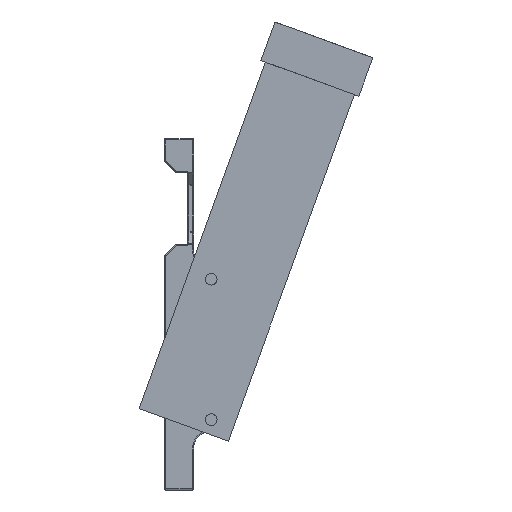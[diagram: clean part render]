
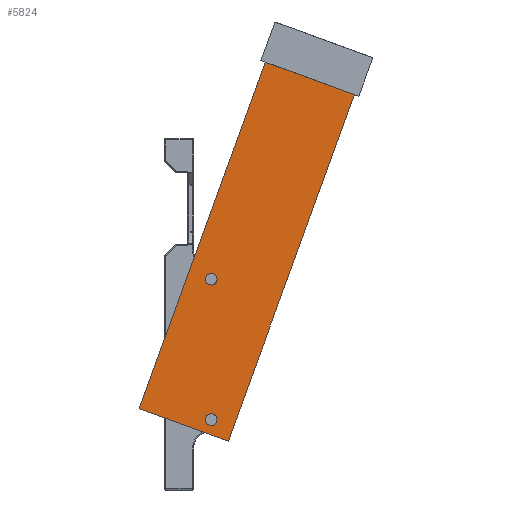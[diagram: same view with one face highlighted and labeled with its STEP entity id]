
A CAD part, left-side view. The second image highlights one B-rep face of the part: STEP entity #5824.
In plain terms, the highlighted face is planar.
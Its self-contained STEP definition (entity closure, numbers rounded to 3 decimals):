
#23 = DIRECTION ( 'NONE',  ( 0., 0., 1. ) ) ;
#153 = AXIS2_PLACEMENT_3D ( 'NONE', #3024, #2085, #8957 ) ;
#263 = LINE ( 'NONE', #2706, #758 ) ;
#424 = CARTESIAN_POINT ( 'NONE',  ( 20., 0., 5. ) ) ;
#473 = VECTOR ( 'NONE', #6017, 1000. ) ;
#489 = VERTEX_POINT ( 'NONE', #2235 ) ;
#758 = VECTOR ( 'NONE', #2555, 1000. ) ;
#768 = CARTESIAN_POINT ( 'NONE',  ( 20., -200., 61.042 ) ) ;
#773 = AXIS2_PLACEMENT_3D ( 'NONE', #5204, #4639, #2997 ) ;
#1068 = AXIS2_PLACEMENT_3D ( 'NONE', #1996, #4388, #7406 ) ;
#1157 = CARTESIAN_POINT ( 'NONE',  ( 20., 112.763, 36.042 ) ) ;
#1219 = FACE_OUTER_BOUND ( 'NONE', #2562, .T. ) ;
#1270 = EDGE_CURVE ( 'NONE', #489, #8363, #5210, .T. ) ;
#1402 = ORIENTED_EDGE ( 'NONE', *, *, #6628, .F. ) ;
#1401 = AXIS2_PLACEMENT_3D ( 'NONE', #9634, #2107, #8093 ) ;
#1875 = EDGE_CURVE ( 'NONE', #8807, #2737, #7755, .T. ) ;
#1907 = DIRECTION ( 'NONE',  ( 0., 0., -1. ) ) ;
#1953 = DIRECTION ( 'NONE',  ( 1., 0., 0. ) ) ;
#1996 = CARTESIAN_POINT ( 'NONE',  ( 20., 0., 0. ) ) ;
#2035 = ORIENTED_EDGE ( 'NONE', *, *, #4982, .F. ) ;
#2041 = CARTESIAN_POINT ( 'NONE',  ( 20., 112.763, 46.042 ) ) ;
#2085 = DIRECTION ( 'NONE',  ( 1., 0., 0. ) ) ;
#2107 = DIRECTION ( 'NONE',  ( 1., 0., 0. ) ) ;
#2235 = CARTESIAN_POINT ( 'NONE',  ( 20., -190., 61.042 ) ) ;
#2286 = CARTESIAN_POINT ( 'NONE',  ( 20., 125., -20. ) ) ;
#2368 = VECTOR ( 'NONE', #23, 1000. ) ;
#2555 = DIRECTION ( 'NONE',  ( 0., 0., -1. ) ) ;
#2562 = EDGE_LOOP ( 'NONE', ( #9031, #4103, #5622, #2035 ) ) ;
#2706 = CARTESIAN_POINT ( 'NONE',  ( 20., 125., -20. ) ) ;
#2737 = VERTEX_POINT ( 'NONE', #2286 ) ;
#2997 = DIRECTION ( 'NONE',  ( 0., 0., -1. ) ) ;
#3024 = CARTESIAN_POINT ( 'NONE',  ( 20., 0., 0. ) ) ;
#3299 = DIRECTION ( 'NONE',  ( 0., 1., 0. ) ) ;
#3421 = ORIENTED_EDGE ( 'NONE', *, *, #4289, .F. ) ;
#3788 = LINE ( 'NONE', #6767, #2368 ) ;
#3828 = CARTESIAN_POINT ( 'NONE',  ( 20., -200., -20. ) ) ;
#3830 = CARTESIAN_POINT ( 'NONE',  ( 20., -190., -20. ) ) ;
#3835 = VERTEX_POINT ( 'NONE', #424 ) ;
#4103 = ORIENTED_EDGE ( 'NONE', *, *, #7023, .F. ) ;
#4108 = CIRCLE ( 'NONE', #153, 5. ) ;
#4205 = CARTESIAN_POINT ( 'NONE',  ( 20., 112.763, 41.042 ) ) ;
#4289 = EDGE_CURVE ( 'NONE', #3835, #6852, #6853, .T. ) ;
#4388 = DIRECTION ( 'NONE',  ( 1., 0., 0. ) ) ;
#4639 = DIRECTION ( 'NONE',  ( 1., 0., 0. ) ) ;
#4982 = EDGE_CURVE ( 'NONE', #8363, #2737, #263, .T. ) ;
#5204 = CARTESIAN_POINT ( 'NONE',  ( 20., -200., -20. ) ) ;
#5210 = LINE ( 'NONE', #768, #473 ) ;
#5229 = CARTESIAN_POINT ( 'NONE',  ( 20., 125., 61.042 ) ) ;
#5567 = CARTESIAN_POINT ( 'NONE',  ( 20., 0., -5. ) ) ;
#5622 = ORIENTED_EDGE ( 'NONE', *, *, #1875, .T. ) ;
#5654 = CIRCLE ( 'NONE', #1401, 5. ) ;
#5824 = ADVANCED_FACE ( 'NONE', ( #6660, #5922, #1219 ), #6162, .T. ) ;
#5922 = FACE_BOUND ( 'NONE', #6869, .T. ) ;
#6017 = DIRECTION ( 'NONE',  ( 0., 1., 0. ) ) ;
#6162 = PLANE ( 'NONE',  #773 ) ;
#6168 = ORIENTED_EDGE ( 'NONE', *, *, #8343, .F. ) ;
#6259 = EDGE_LOOP ( 'NONE', ( #6168, #3421 ) ) ;
#6628 = EDGE_CURVE ( 'NONE', #9306, #9194, #6728, .T. ) ;
#6660 = FACE_BOUND ( 'NONE', #6259, .T. ) ;
#6728 = CIRCLE ( 'NONE', #7524, 5. ) ;
#6767 = CARTESIAN_POINT ( 'NONE',  ( 20., -190., 61.042 ) ) ;
#6852 = VERTEX_POINT ( 'NONE', #5567 ) ;
#6853 = CIRCLE ( 'NONE', #1068, 5. ) ;
#6869 = EDGE_LOOP ( 'NONE', ( #9353, #1402 ) ) ;
#7023 = EDGE_CURVE ( 'NONE', #8807, #489, #3788, .T. ) ;
#7272 = EDGE_CURVE ( 'NONE', #9194, #9306, #5654, .T. ) ;
#7406 = DIRECTION ( 'NONE',  ( 0., 0., -1. ) ) ;
#7524 = AXIS2_PLACEMENT_3D ( 'NONE', #4205, #1953, #1907 ) ;
#7755 = LINE ( 'NONE', #3828, #9195 ) ;
#8093 = DIRECTION ( 'NONE',  ( 0., 0., -1. ) ) ;
#8343 = EDGE_CURVE ( 'NONE', #6852, #3835, #4108, .T. ) ;
#8363 = VERTEX_POINT ( 'NONE', #5229 ) ;
#8807 = VERTEX_POINT ( 'NONE', #3830 ) ;
#8957 = DIRECTION ( 'NONE',  ( 0., 0., -1. ) ) ;
#9031 = ORIENTED_EDGE ( 'NONE', *, *, #1270, .F. ) ;
#9194 = VERTEX_POINT ( 'NONE', #1157 ) ;
#9195 = VECTOR ( 'NONE', #3299, 1000. ) ;
#9306 = VERTEX_POINT ( 'NONE', #2041 ) ;
#9353 = ORIENTED_EDGE ( 'NONE', *, *, #7272, .F. ) ;
#9634 = CARTESIAN_POINT ( 'NONE',  ( 20., 112.763, 41.042 ) ) ;
